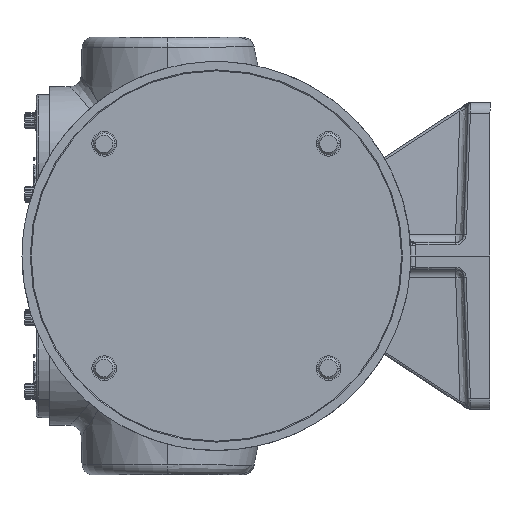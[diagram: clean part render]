
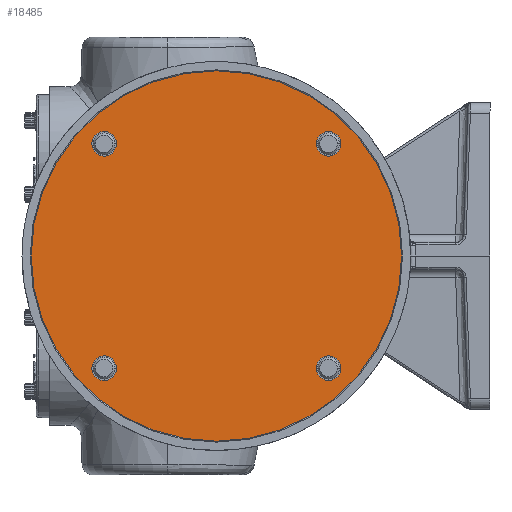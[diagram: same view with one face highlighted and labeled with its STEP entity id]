
A CAD part, left-side view. The second image highlights one B-rep face of the part: STEP entity #18485.
In plain terms, the highlighted planar face has unit normal (-1, 0, 0).
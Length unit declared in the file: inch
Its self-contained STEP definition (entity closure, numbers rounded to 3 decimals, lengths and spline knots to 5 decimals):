
#3259 = DIRECTION ( 'NONE',  ( -1., 0., 0. ) ) ;
#4550 = DIRECTION ( 'NONE',  ( -1., 0., 0. ) ) ;
#6336 = EDGE_CURVE ( 'NONE', #82608, #62488, #49734, .T. ) ;
#8076 = DIRECTION ( 'NONE',  ( -1., 0., 0. ) ) ;
#12421 = AXIS2_PLACEMENT_3D ( 'NONE', #92970, #23781, #104554 ) ;
#18485 = ADVANCED_FACE ( 'NONE', ( #26922, #149814, #146148, #115451, #119102 ), #117318, .T. ) ;
#18528 = AXIS2_PLACEMENT_3D ( 'NONE', #122127, #52895, #133703 ) ;
#18612 = EDGE_CURVE ( 'NONE', #37269, #21330, #70244, .T. ) ;
#19283 = EDGE_LOOP ( 'NONE', ( #119614, #30136 ) ) ;
#19945 = DIRECTION ( 'NONE',  ( -1., 0., 0. ) ) ;
#21330 = VERTEX_POINT ( 'NONE', #66050 ) ;
#22172 = ORIENTED_EDGE ( 'NONE', *, *, #48879, .F. ) ;
#23781 = DIRECTION ( 'NONE',  ( -1., 0., 0. ) ) ;
#23945 = VERTEX_POINT ( 'NONE', #123619 ) ;
#25845 = CARTESIAN_POINT ( 'NONE',  ( -18., 2.56326, 2.56326 ) ) ;
#26311 = CARTESIAN_POINT ( 'NONE',  ( -18., 0., -4.2305 ) ) ;
#26604 = CARTESIAN_POINT ( 'NONE',  ( -18., 0., 4.2305 ) ) ;
#26922 = FACE_BOUND ( 'NONE', #133589, .T. ) ;
#26923 = CIRCLE ( 'NONE', #18528, 0.28125 ) ;
#27435 = CARTESIAN_POINT ( 'NONE',  ( -18., -2.56326, -2.84451 ) ) ;
#28250 = ORIENTED_EDGE ( 'NONE', *, *, #93503, .T. ) ;
#29616 = EDGE_CURVE ( 'NONE', #143925, #23945, #97422, .T. ) ;
#30136 = ORIENTED_EDGE ( 'NONE', *, *, #147744, .F. ) ;
#30459 = ORIENTED_EDGE ( 'NONE', *, *, #29616, .F. ) ;
#36947 = DIRECTION ( 'NONE',  ( -1., 0., 0. ) ) ;
#37269 = VERTEX_POINT ( 'NONE', #112166 ) ;
#37390 = DIRECTION ( 'NONE',  ( 0., 0., 1. ) ) ;
#37503 = AXIS2_PLACEMENT_3D ( 'NONE', #106209, #36947, #117829 ) ;
#39872 = CARTESIAN_POINT ( 'NONE',  ( -18., -2.56326, 2.56326 ) ) ;
#39897 = DIRECTION ( 'NONE',  ( -1., 0., 0. ) ) ;
#42631 = EDGE_CURVE ( 'NONE', #96076, #116347, #103198, .T. ) ;
#43630 = CIRCLE ( 'NONE', #77540, 0.28125 ) ;
#45226 = AXIS2_PLACEMENT_3D ( 'NONE', #72355, #3259, #83936 ) ;
#48879 = EDGE_CURVE ( 'NONE', #23945, #143925, #90351, .T. ) ;
#49734 = CIRCLE ( 'NONE', #80295, 0.28125 ) ;
#51483 = DIRECTION ( 'NONE',  ( 0., 0., 1. ) ) ;
#52895 = DIRECTION ( 'NONE',  ( -1., 0., 0. ) ) ;
#54065 = EDGE_LOOP ( 'NONE', ( #97852, #126824 ) ) ;
#55852 = CARTESIAN_POINT ( 'NONE',  ( -18., 2.56326, -2.84451 ) ) ;
#56643 = DIRECTION ( 'NONE',  ( -1., 0., 0. ) ) ;
#59932 = AXIS2_PLACEMENT_3D ( 'NONE', #73664, #4550, #85233 ) ;
#62488 = VERTEX_POINT ( 'NONE', #84055 ) ;
#62562 = ORIENTED_EDGE ( 'NONE', *, *, #88113, .F. ) ;
#66050 = CARTESIAN_POINT ( 'NONE',  ( -18., 2.56326, 2.28201 ) ) ;
#69477 = EDGE_LOOP ( 'NONE', ( #62562, #87370 ) ) ;
#70244 = CIRCLE ( 'NONE', #45226, 0.28125 ) ;
#72355 = CARTESIAN_POINT ( 'NONE',  ( -18., 2.56326, 2.56326 ) ) ;
#73664 = CARTESIAN_POINT ( 'NONE',  ( -18., 2.56326, -2.56326 ) ) ;
#74705 = AXIS2_PLACEMENT_3D ( 'NONE', #25845, #106654, #37390 ) ;
#77187 = CARTESIAN_POINT ( 'NONE',  ( -18., 0., 0. ) ) ;
#77540 = AXIS2_PLACEMENT_3D ( 'NONE', #125827, #56643, #137425 ) ;
#80295 = AXIS2_PLACEMENT_3D ( 'NONE', #39872, #120737, #51483 ) ;
#82608 = VERTEX_POINT ( 'NONE', #129307 ) ;
#83936 = DIRECTION ( 'NONE',  ( 0., 0., 1. ) ) ;
#84055 = CARTESIAN_POINT ( 'NONE',  ( -18., -2.56326, 2.84451 ) ) ;
#85233 = DIRECTION ( 'NONE',  ( 0., 0., 1. ) ) ;
#87370 = ORIENTED_EDGE ( 'NONE', *, *, #6336, .F. ) ;
#87400 = VERTEX_POINT ( 'NONE', #27435 ) ;
#88113 = EDGE_CURVE ( 'NONE', #62488, #82608, #26923, .T. ) ;
#88210 = AXIS2_PLACEMENT_3D ( 'NONE', #89119, #19945, #100725 ) ;
#88802 = DIRECTION ( 'NONE',  ( 0., 0., 1. ) ) ;
#89119 = CARTESIAN_POINT ( 'NONE',  ( -18., -2.56326, -2.56326 ) ) ;
#90351 = CIRCLE ( 'NONE', #91538, 0.28125 ) ;
#91538 = AXIS2_PLACEMENT_3D ( 'NONE', #109150, #39897, #120762 ) ;
#92970 = CARTESIAN_POINT ( 'NONE',  ( -18., 0., 0. ) ) ;
#93503 = EDGE_CURVE ( 'NONE', #116347, #96076, #109134, .T. ) ;
#96076 = VERTEX_POINT ( 'NONE', #26604 ) ;
#96629 = ORIENTED_EDGE ( 'NONE', *, *, #42631, .T. ) ;
#97422 = CIRCLE ( 'NONE', #59932, 0.28125 ) ;
#97852 = ORIENTED_EDGE ( 'NONE', *, *, #18612, .F. ) ;
#100725 = DIRECTION ( 'NONE',  ( 0., 0., 1. ) ) ;
#103198 = CIRCLE ( 'NONE', #121816, 4.2305 ) ;
#104554 = DIRECTION ( 'NONE',  ( 0., 0., 1. ) ) ;
#105068 = EDGE_LOOP ( 'NONE', ( #96629, #28250 ) ) ;
#106209 = CARTESIAN_POINT ( 'NONE',  ( -18., 0., 0. ) ) ;
#106654 = DIRECTION ( 'NONE',  ( -1., 0., 0. ) ) ;
#109134 = CIRCLE ( 'NONE', #12421, 4.2305 ) ;
#109150 = CARTESIAN_POINT ( 'NONE',  ( -18., 2.56326, -2.56326 ) ) ;
#112166 = CARTESIAN_POINT ( 'NONE',  ( -18., 2.56326, 2.84451 ) ) ;
#115451 = FACE_BOUND ( 'NONE', #19283, .T. ) ;
#116347 = VERTEX_POINT ( 'NONE', #26311 ) ;
#117318 = PLANE ( 'NONE',  #37503 ) ;
#117560 = EDGE_CURVE ( 'NONE', #131411, #87400, #43630, .T. ) ;
#117757 = EDGE_CURVE ( 'NONE', #21330, #37269, #119547, .T. ) ;
#117829 = DIRECTION ( 'NONE',  ( 0., 0., 1. ) ) ;
#119102 = FACE_OUTER_BOUND ( 'NONE', #105068, .T. ) ;
#119547 = CIRCLE ( 'NONE', #74705, 0.28125 ) ;
#119614 = ORIENTED_EDGE ( 'NONE', *, *, #117560, .F. ) ;
#120737 = DIRECTION ( 'NONE',  ( -1., 0., 0. ) ) ;
#120762 = DIRECTION ( 'NONE',  ( 0., 0., 1. ) ) ;
#121816 = AXIS2_PLACEMENT_3D ( 'NONE', #77187, #8076, #88802 ) ;
#122127 = CARTESIAN_POINT ( 'NONE',  ( -18., -2.56326, 2.56326 ) ) ;
#123619 = CARTESIAN_POINT ( 'NONE',  ( -18., 2.56326, -2.28201 ) ) ;
#125827 = CARTESIAN_POINT ( 'NONE',  ( -18., -2.56326, -2.56326 ) ) ;
#126824 = ORIENTED_EDGE ( 'NONE', *, *, #117757, .F. ) ;
#129307 = CARTESIAN_POINT ( 'NONE',  ( -18., -2.56326, 2.28201 ) ) ;
#131411 = VERTEX_POINT ( 'NONE', #144318 ) ;
#133589 = EDGE_LOOP ( 'NONE', ( #22172, #30459 ) ) ;
#133703 = DIRECTION ( 'NONE',  ( 0., 0., 1. ) ) ;
#137425 = DIRECTION ( 'NONE',  ( 0., 0., 1. ) ) ;
#141841 = CIRCLE ( 'NONE', #88210, 0.28125 ) ;
#143925 = VERTEX_POINT ( 'NONE', #55852 ) ;
#144318 = CARTESIAN_POINT ( 'NONE',  ( -18., -2.56326, -2.28201 ) ) ;
#146148 = FACE_BOUND ( 'NONE', #69477, .T. ) ;
#147744 = EDGE_CURVE ( 'NONE', #87400, #131411, #141841, .T. ) ;
#149814 = FACE_BOUND ( 'NONE', #54065, .T. ) ;
